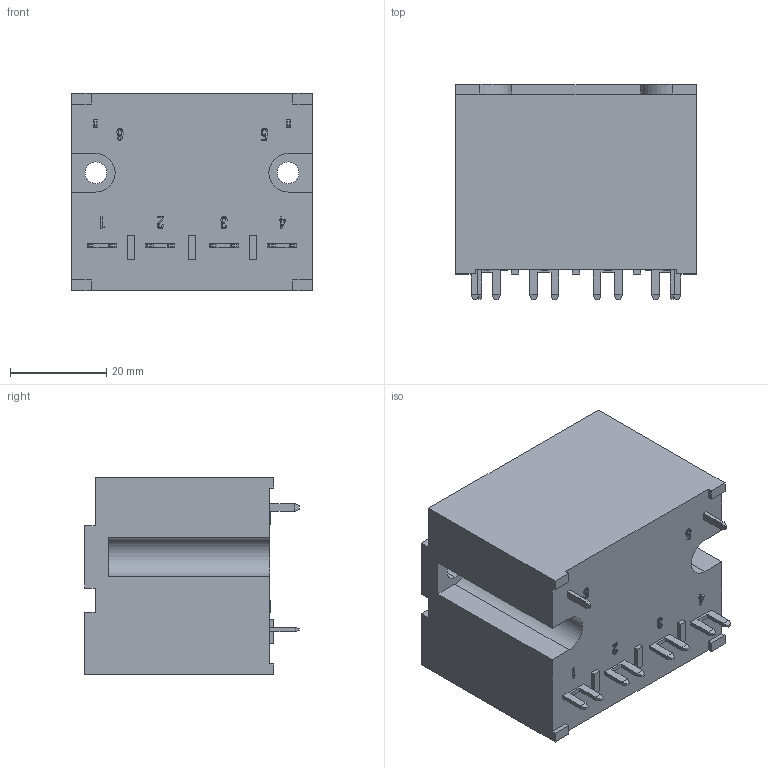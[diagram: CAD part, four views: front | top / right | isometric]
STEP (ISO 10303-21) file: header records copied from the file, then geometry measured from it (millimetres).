
FILE_DESCRIPTION (( 'STEP AP214' ), '1' );
FILE_NAME ('ahev2290.step', '2012-12-25T02:49:15', ( '' ), ( '(C)Panasonic Corporation 2012' ), '', '', '' );
FILE_SCHEMA (( 'AUTOMOTIVE_DESIGN' ));
Length unit declared in the file: millimetre
Products named in the file (1): ahev2290
Bounding box: 50 x 44.7 x 41 mm (x, y, z)
Volume: 71802.9 mm3; surface area: 12922.4 mm2
Topology: 1 solids, 1 shells, 277 faces, 768 edges, 512 vertices
Faces by surface type: plane 191, bspline 74, cylinder 12
Entity records: 11100 total; most frequent: CARTESIAN_POINT 4448, ORIENTED_EDGE 1536, DIRECTION 1052, EDGE_CURVE 768, LINE 596, VECTOR 596, VERTEX_POINT 512, EDGE_LOOP 300
